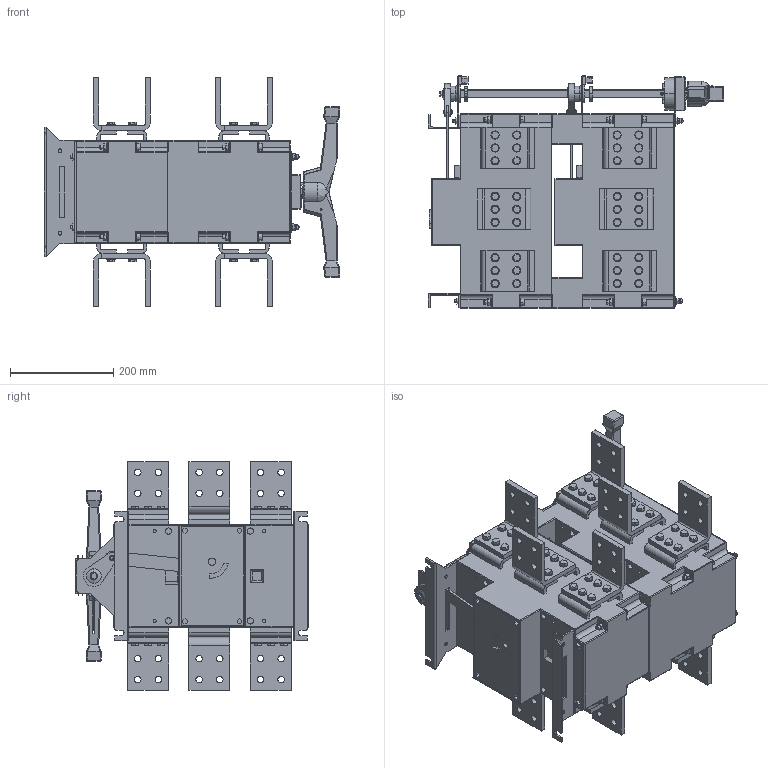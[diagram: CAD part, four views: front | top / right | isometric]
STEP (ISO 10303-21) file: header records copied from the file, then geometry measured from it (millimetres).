
FILE_DESCRIPTION (( 'STEP AP214' ), '1' );
FILE_NAME ('pscs-2000(2500)-3.ÃÌ Ðóáèëüíèê-ïåðåêëþ÷àòåëü 2000A 3P äëÿ ïðÿì. óñò. PowerSwitch.STEP', '2025-05-19T15:01:02', ( '' ), ( '' ), 'SwSTEP 2.0', 'SolidWorks 2021', '' );
FILE_SCHEMA (( 'AUTOMOTIVE_DESIGN' ));
Length unit declared in the file: millimetre
Products named in the file (1): pscs-2000(2500)-3.ÃÌ Ðóáèëüíèê-ïåðåêëþ÷àòåëü 2000A 3P äëÿ ïðÿì. óñò. PowerSwitch
Bounding box: 571.4 x 451 x 442 mm (x, y, z)
Volume: 33048513.5 mm3; surface area: 2239522.5 mm2
Topology: 92 solids, 92 shells, 5330 faces, 13116 edges, 8334 vertices
Faces by surface type: plane 2979, cylinder 1549, bspline 596, sphere 142, cone 42, torus 22
Entity records: 185974 total; most frequent: CARTESIAN_POINT 46375, ORIENTED_EDGE 26036, DIRECTION 24470, EDGE_CURVE 13018, LINE 8532, VECTOR 8532, VERTEX_POINT 8334, AXIS2_PLACEMENT_3D 7969
